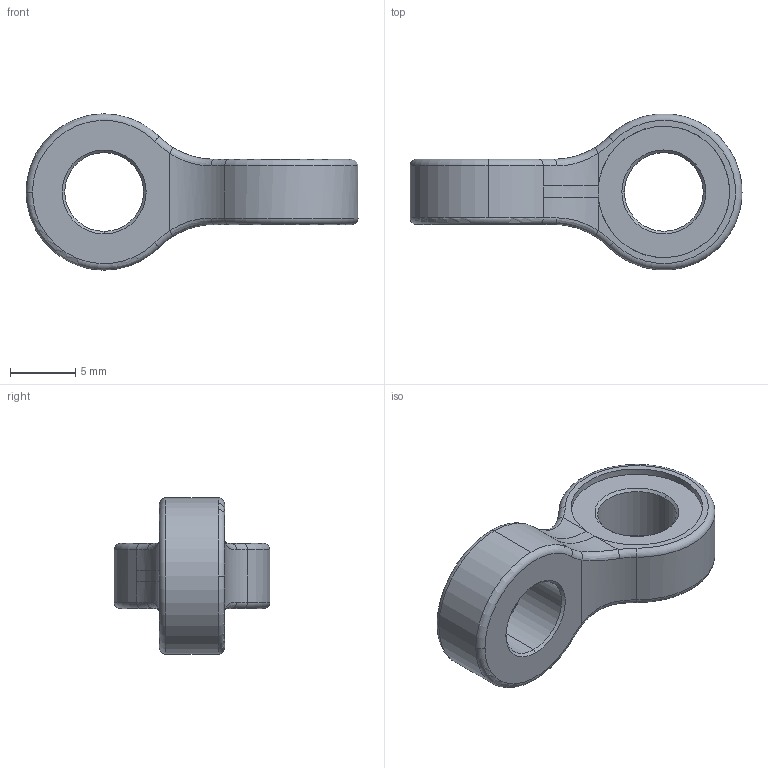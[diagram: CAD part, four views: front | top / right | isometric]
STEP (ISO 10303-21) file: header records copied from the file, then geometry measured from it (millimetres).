
FILE_DESCRIPTION (( 'STEP AP214' ), '1' );
FILE_NAME ('bushing_link.STEP', '2019-11-24T04:29:58', ( '' ), ( '' ), 'SwSTEP 2.0', 'SolidWorks 2015', '' );
FILE_SCHEMA (( 'AUTOMOTIVE_DESIGN' ));
Length unit declared in the file: millimetre
Products named in the file (1): bushing_link
Bounding box: 25.5 x 11.98 x 12 mm (x, y, z)
Volume: 852.2 mm3; surface area: 871.2 mm2
Topology: 1 solids, 1 shells, 54 faces, 126 edges, 74 vertices
Faces by surface type: cylinder 18, torus 16, cone 8, plane 6, bspline 6
Entity records: 1816 total; most frequent: CARTESIAN_POINT 517, DIRECTION 300, ORIENTED_EDGE 252, AXIS2_PLACEMENT_3D 135, EDGE_CURVE 126, CIRCLE 86, VERTEX_POINT 74, EDGE_LOOP 58
